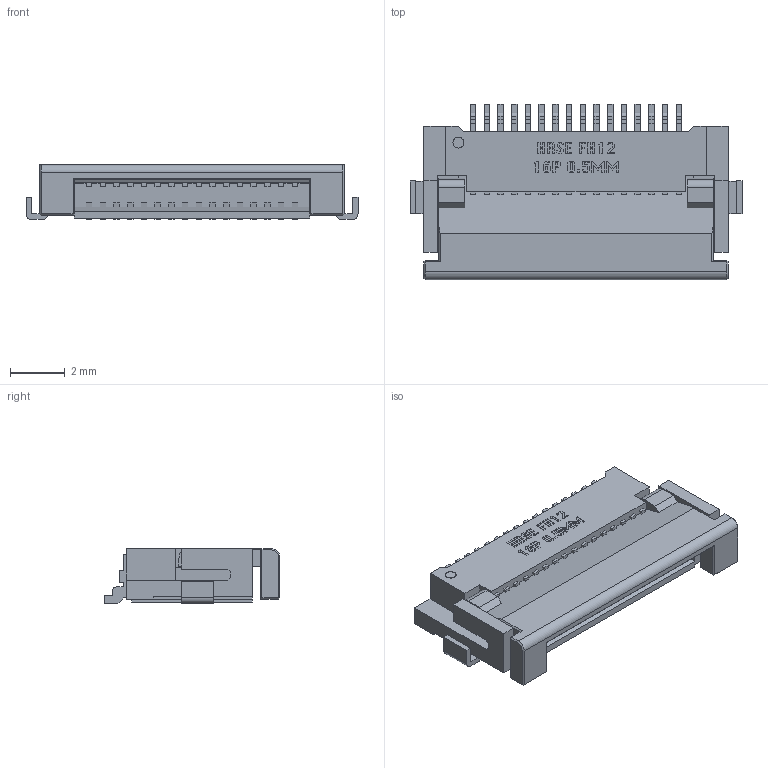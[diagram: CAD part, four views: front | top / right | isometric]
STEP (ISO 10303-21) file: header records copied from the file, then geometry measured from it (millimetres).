
FILE_DESCRIPTION(/* description */ ('model of Conn_HRSE-SH12-16P-0.5-BOT'),/* implementation_level */ '2;1');
FILE_NAME(/* name */ 'Conn_HRSE-SH12-16P-0.5-BOT.stp',/* time_stamp */ '2015-12-13T22:20:03',/* author */ ('Joan The Spark',''),/* organization */ (''),/* preprocessor_version */ '',/* originating_system */ '',/* authorisation */ '');
FILE_SCHEMA (('AUTOMOTIVE_DESIGN { 1 0 10303 214 3 1 1 }'));
Length unit declared in the file: millimetre
Products named in the file (1): Conn_HRSE-SH12-xP-0.5-BOT
Bounding box: 12.1 x 6.4 x 2 mm (x, y, z)
Volume: 74.7 mm3; surface area: 333.1 mm2
Topology: 1 solids, 1 shells, 836 faces, 2351 edges, 1556 vertices
Faces by surface type: plane 810, cylinder 24, cone 2
Full cylindrical faces by diameter (mm): 0.4 x1
Entity records: 26794 total; most frequent: CARTESIAN_POINT 4743, ORIENTED_EDGE 4700, DIRECTION 4074, EDGE_CURVE 2350, LINE 2300, VECTOR 2300, VERTEX_POINT 1556, AXIS2_PLACEMENT_3D 887
